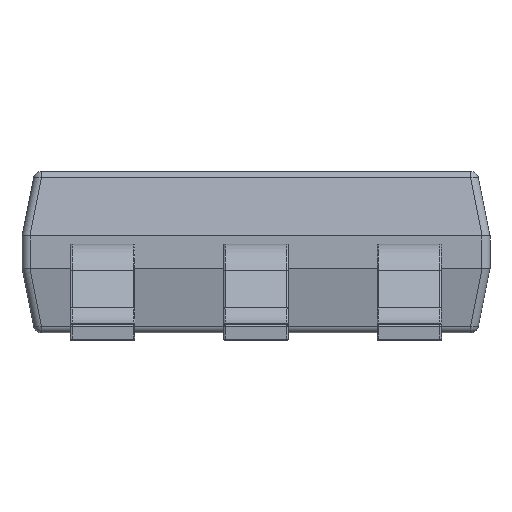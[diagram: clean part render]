
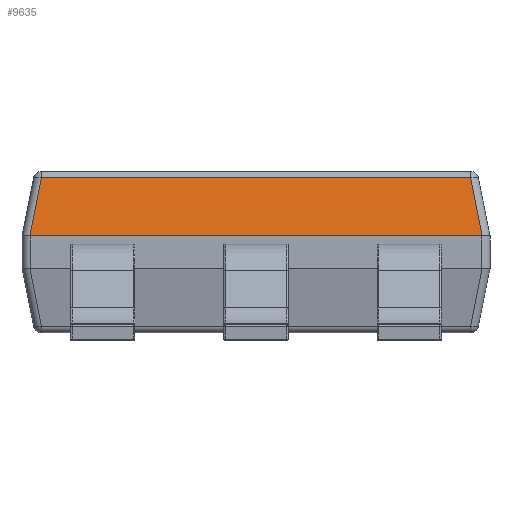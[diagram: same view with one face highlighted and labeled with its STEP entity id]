
A CAD part, left-side view. The second image highlights one B-rep face of the part: STEP entity #9635.
In plain terms, the highlighted planar face has unit normal (-0.981, 0, 0.196).
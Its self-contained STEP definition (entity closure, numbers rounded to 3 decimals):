
#877 = LINE ( 'NONE', #32042, #18990 ) ;
#2542 = ORIENTED_EDGE ( 'NONE', *, *, #3797, .T. ) ;
#3139 = CARTESIAN_POINT ( 'NONE',  ( -0.8, 1.4, 0.7 ) ) ;
#3376 = VERTEX_POINT ( 'NONE', #11967 ) ;
#3797 = EDGE_CURVE ( 'NONE', #3376, #31143, #11196, .T. ) ;
#5512 = ORIENTED_EDGE ( 'NONE', *, *, #32409, .T. ) ;
#6347 = ORIENTED_EDGE ( 'NONE', *, *, #29730, .T. ) ;
#6601 = VECTOR ( 'NONE', #11836, 1000. ) ;
#6879 = EDGE_CURVE ( 'NONE', #23100, #9982, #23635, .T. ) ;
#7634 = DIRECTION ( 'NONE',  ( 0., 1., 0. ) ) ;
#9404 = DIRECTION ( 'NONE',  ( 0.192, 0.192, 0.962 ) ) ;
#9635 = ADVANCED_FACE ( 'NONE', ( #25510 ), #28128, .T. ) ;
#9982 = VERTEX_POINT ( 'NONE', #35974 ) ;
#10022 = EDGE_CURVE ( 'NONE', #3376, #17079, #17044, .T. ) ;
#11031 = CARTESIAN_POINT ( 'NONE',  ( -0.8, -1.401, 0.7 ) ) ;
#11196 =( BOUNDED_CURVE ( )  B_SPLINE_CURVE ( 3, ( #34325, #19575, #11031, #13816 ),
 .UNSPECIFIED., .F., .T. ) 
 B_SPLINE_CURVE_WITH_KNOTS ( ( 4, 4 ),
 ( 0., 0.019 ),
 .UNSPECIFIED. ) 
 CURVE ( )  GEOMETRIC_REPRESENTATION_ITEM ( )  RATIONAL_B_SPLINE_CURVE ( ( 1., 1., 1., 1. ) ) 
 REPRESENTATION_ITEM ( '' )  );
#11397 = CARTESIAN_POINT ( 'NONE',  ( -0.728, -1.329, 1.06 ) ) ;
#11610 = DIRECTION ( 'NONE',  ( 0., 1., 0. ) ) ;
#11836 = DIRECTION ( 'NONE',  ( 0., 1., 0. ) ) ;
#11967 = CARTESIAN_POINT ( 'NONE',  ( -0.8, -1.4, 0.7 ) ) ;
#12686 = ORIENTED_EDGE ( 'NONE', *, *, #25735, .T. ) ;
#13202 = LINE ( 'NONE', #33001, #23554 ) ;
#13816 = CARTESIAN_POINT ( 'NONE',  ( -0.8, -1.401, 0.7 ) ) ;
#13895 = CARTESIAN_POINT ( 'NONE',  ( -0.728, 1.329, 1.06 ) ) ;
#14899 = ORIENTED_EDGE ( 'NONE', *, *, #10022, .F. ) ;
#15144 = CARTESIAN_POINT ( 'NONE',  ( -0.8, -1.401, 0.7 ) ) ;
#15291 = CARTESIAN_POINT ( 'NONE',  ( -0.671, 1.272, 1.345 ) ) ;
#16458 = CARTESIAN_POINT ( 'NONE',  ( -0.72, 0., 1.1 ) ) ;
#16899 = CARTESIAN_POINT ( 'NONE',  ( -0.8, 1.401, 0.7 ) ) ;
#17044 = LINE ( 'NONE', #30452, #6601 ) ;
#17079 = VERTEX_POINT ( 'NONE', #3139 ) ;
#18345 = AXIS2_PLACEMENT_3D ( 'NONE', #16458, #25327, #11610 ) ;
#18990 = VECTOR ( 'NONE', #9404, 1000. ) ;
#19575 = CARTESIAN_POINT ( 'NONE',  ( -0.8, -1.4, 0.7 ) ) ;
#20680 = DIRECTION ( 'NONE',  ( -0.192, 0.192, -0.962 ) ) ;
#23014 = CARTESIAN_POINT ( 'NONE',  ( -0.8, 1.401, 0.7 ) ) ;
#23100 = VERTEX_POINT ( 'NONE', #13895 ) ;
#23554 = VECTOR ( 'NONE', #7634, 1000. ) ;
#23635 = LINE ( 'NONE', #15291, #30551 ) ;
#23782 = VERTEX_POINT ( 'NONE', #11397 ) ;
#25327 = DIRECTION ( 'NONE',  ( -0.981, 0., 0.196 ) ) ;
#25510 = FACE_OUTER_BOUND ( 'NONE', #29898, .T. ) ;
#25600 = CARTESIAN_POINT ( 'NONE',  ( -0.8, 1.4, 0.7 ) ) ;
#25735 = EDGE_CURVE ( 'NONE', #9982, #17079, #35312, .T. ) ;
#27857 = CARTESIAN_POINT ( 'NONE',  ( -0.8, 1.4, 0.7 ) ) ;
#28128 = PLANE ( 'NONE',  #18345 ) ;
#29730 = EDGE_CURVE ( 'NONE', #23782, #23100, #13202, .T. ) ;
#29898 = EDGE_LOOP ( 'NONE', ( #34499, #12686, #14899, #2542, #5512, #6347 ) ) ;
#30452 = CARTESIAN_POINT ( 'NONE',  ( -0.8, 1.45, 0.7 ) ) ;
#30551 = VECTOR ( 'NONE', #20680, 1000. ) ;
#31143 = VERTEX_POINT ( 'NONE', #15144 ) ;
#32042 = CARTESIAN_POINT ( 'NONE',  ( -0.671, -1.272, 1.345 ) ) ;
#32409 = EDGE_CURVE ( 'NONE', #31143, #23782, #877, .T. ) ;
#33001 = CARTESIAN_POINT ( 'NONE',  ( -0.728, 0., 1.06 ) ) ;
#34325 = CARTESIAN_POINT ( 'NONE',  ( -0.8, -1.4, 0.7 ) ) ;
#34499 = ORIENTED_EDGE ( 'NONE', *, *, #6879, .T. ) ;
#35312 =( BOUNDED_CURVE ( )  B_SPLINE_CURVE ( 3, ( #23014, #16899, #25600, #27857 ),
 .UNSPECIFIED., .F., .T. ) 
 B_SPLINE_CURVE_WITH_KNOTS ( ( 4, 4 ),
 ( 6.264, 6.283 ),
 .UNSPECIFIED. ) 
 CURVE ( )  GEOMETRIC_REPRESENTATION_ITEM ( )  RATIONAL_B_SPLINE_CURVE ( ( 1., 1., 1., 1. ) ) 
 REPRESENTATION_ITEM ( '' )  );
#35974 = CARTESIAN_POINT ( 'NONE',  ( -0.8, 1.401, 0.7 ) ) ;
